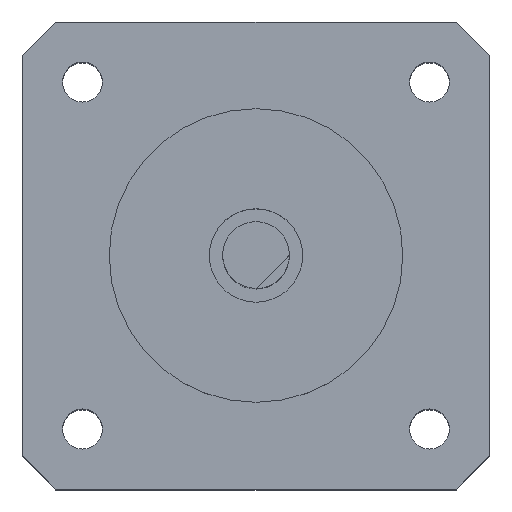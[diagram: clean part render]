
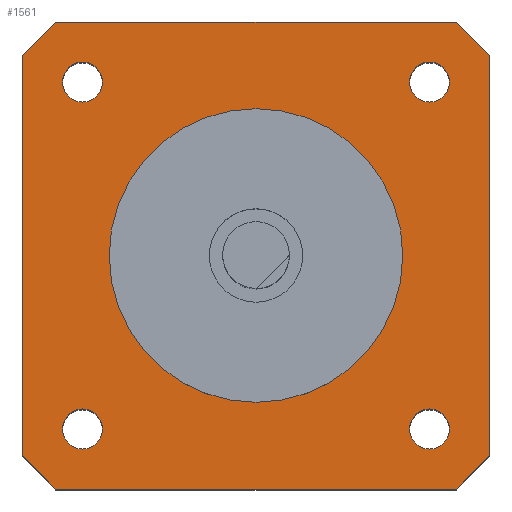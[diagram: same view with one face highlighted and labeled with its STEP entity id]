
A CAD part, top view. The second image highlights one B-rep face of the part: STEP entity #1561.
In plain terms, the highlighted face is planar.
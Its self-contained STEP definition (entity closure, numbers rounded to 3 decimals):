
#33=FACE_BOUND('',#217,.T.);
#34=FACE_BOUND('',#218,.T.);
#35=FACE_BOUND('',#219,.T.);
#36=FACE_BOUND('',#220,.T.);
#37=FACE_BOUND('',#221,.T.);
#64=PLANE('',#1694);
#135=FACE_OUTER_BOUND('',#216,.T.);
#216=EDGE_LOOP('',(#1079,#1080,#1081,#1082,#1083,#1084,#1085,#1086));
#217=EDGE_LOOP('',(#1087));
#218=EDGE_LOOP('',(#1088));
#219=EDGE_LOOP('',(#1089));
#220=EDGE_LOOP('',(#1090));
#221=EDGE_LOOP('',(#1091));
#328=LINE('',#2254,#504);
#329=LINE('',#2256,#505);
#330=LINE('',#2258,#506);
#331=LINE('',#2260,#507);
#332=LINE('',#2262,#508);
#333=LINE('',#2264,#509);
#334=LINE('',#2266,#510);
#335=LINE('',#2267,#511);
#504=VECTOR('',#1843,1000.);
#505=VECTOR('',#1844,1000.);
#506=VECTOR('',#1845,1000.);
#507=VECTOR('',#1846,1000.);
#508=VECTOR('',#1847,1000.);
#509=VECTOR('',#1848,1000.);
#510=VECTOR('',#1849,1000.);
#511=VECTOR('',#1850,1000.);
#674=CIRCLE('',#1677,11.);
#677=CIRCLE('',#1681,1.5);
#681=CIRCLE('',#1687,1.5);
#683=CIRCLE('',#1690,1.5);
#685=CIRCLE('',#1693,1.5);
#707=VERTEX_POINT('',#2216);
#710=VERTEX_POINT('',#2224);
#714=VERTEX_POINT('',#2236);
#716=VERTEX_POINT('',#2242);
#718=VERTEX_POINT('',#2248);
#719=VERTEX_POINT('',#2252);
#720=VERTEX_POINT('',#2253);
#721=VERTEX_POINT('',#2255);
#722=VERTEX_POINT('',#2257);
#723=VERTEX_POINT('',#2259);
#724=VERTEX_POINT('',#2261);
#725=VERTEX_POINT('',#2263);
#726=VERTEX_POINT('',#2265);
#846=EDGE_CURVE('',#707,#707,#674,.T.);
#851=EDGE_CURVE('',#710,#710,#677,.T.);
#857=EDGE_CURVE('',#714,#714,#681,.T.);
#860=EDGE_CURVE('',#716,#716,#683,.T.);
#863=EDGE_CURVE('',#718,#718,#685,.T.);
#864=EDGE_CURVE('',#719,#720,#328,.T.);
#865=EDGE_CURVE('',#721,#720,#329,.T.);
#866=EDGE_CURVE('',#722,#721,#330,.T.);
#867=EDGE_CURVE('',#723,#722,#331,.T.);
#868=EDGE_CURVE('',#723,#724,#332,.T.);
#869=EDGE_CURVE('',#724,#725,#333,.T.);
#870=EDGE_CURVE('',#726,#725,#334,.T.);
#871=EDGE_CURVE('',#726,#719,#335,.T.);
#1079=ORIENTED_EDGE('',*,*,#864,.T.);
#1080=ORIENTED_EDGE('',*,*,#865,.F.);
#1081=ORIENTED_EDGE('',*,*,#866,.F.);
#1082=ORIENTED_EDGE('',*,*,#867,.F.);
#1083=ORIENTED_EDGE('',*,*,#868,.T.);
#1084=ORIENTED_EDGE('',*,*,#869,.T.);
#1085=ORIENTED_EDGE('',*,*,#870,.F.);
#1086=ORIENTED_EDGE('',*,*,#871,.T.);
#1087=ORIENTED_EDGE('',*,*,#860,.T.);
#1088=ORIENTED_EDGE('',*,*,#857,.F.);
#1089=ORIENTED_EDGE('',*,*,#846,.F.);
#1090=ORIENTED_EDGE('',*,*,#851,.F.);
#1091=ORIENTED_EDGE('',*,*,#863,.T.);
#1561=ADVANCED_FACE('',(#135,#33,#34,#35,#36,#37),#64,.F.);
#1677=AXIS2_PLACEMENT_3D('',#2217,#1801,#1802);
#1681=AXIS2_PLACEMENT_3D('',#2226,#1811,#1812);
#1687=AXIS2_PLACEMENT_3D('',#2238,#1825,#1826);
#1690=AXIS2_PLACEMENT_3D('',#2244,#1832,#1833);
#1693=AXIS2_PLACEMENT_3D('',#2250,#1839,#1840);
#1694=AXIS2_PLACEMENT_3D('',#2251,#1841,#1842);
#1801=DIRECTION('center_axis',(0.,0.,-1.));
#1802=DIRECTION('ref_axis',(1.,0.,0.));
#1811=DIRECTION('center_axis',(0.,0.,-1.));
#1812=DIRECTION('ref_axis',(1.,0.,0.));
#1825=DIRECTION('center_axis',(0.,0.,-1.));
#1826=DIRECTION('ref_axis',(1.,0.,0.));
#1832=DIRECTION('center_axis',(0.,0.,1.));
#1833=DIRECTION('ref_axis',(1.,0.,0.));
#1839=DIRECTION('center_axis',(0.,0.,1.));
#1840=DIRECTION('ref_axis',(1.,0.,0.));
#1841=DIRECTION('center_axis',(0.,0.,1.));
#1842=DIRECTION('ref_axis',(1.,0.,0.));
#1843=DIRECTION('',(0.707,-0.707,0.));
#1844=DIRECTION('',(0.,1.,0.));
#1845=DIRECTION('',(0.707,0.707,0.));
#1846=DIRECTION('',(1.,0.,0.));
#1847=DIRECTION('',(-0.707,0.707,0.));
#1848=DIRECTION('',(0.,1.,0.));
#1849=DIRECTION('',(-0.707,-0.707,0.));
#1850=DIRECTION('',(1.,0.,0.));
#2216=CARTESIAN_POINT('',(-11.,0.,0.));
#2217=CARTESIAN_POINT('Origin',(0.,0.,0.));
#2224=CARTESIAN_POINT('',(14.5,13.,0.));
#2226=CARTESIAN_POINT('Origin',(13.,13.,0.));
#2236=CARTESIAN_POINT('',(-11.5,-13.,0.));
#2238=CARTESIAN_POINT('Origin',(-13.,-13.,0.));
#2242=CARTESIAN_POINT('',(-11.5,13.,0.));
#2244=CARTESIAN_POINT('Origin',(-13.,13.,0.));
#2248=CARTESIAN_POINT('',(14.5,-13.,0.));
#2250=CARTESIAN_POINT('Origin',(13.,-13.,0.));
#2251=CARTESIAN_POINT('Origin',(0.,0.,0.));
#2252=CARTESIAN_POINT('',(15.,17.5,0.));
#2253=CARTESIAN_POINT('',(17.5,15.,0.));
#2254=CARTESIAN_POINT('',(16.25,16.25,0.));
#2255=CARTESIAN_POINT('',(17.5,-15.,0.));
#2256=CARTESIAN_POINT('',(17.5,0.,0.));
#2257=CARTESIAN_POINT('',(15.,-17.5,0.));
#2258=CARTESIAN_POINT('',(16.25,-16.25,0.));
#2259=CARTESIAN_POINT('',(-15.,-17.5,0.));
#2260=CARTESIAN_POINT('',(0.,-17.5,0.));
#2261=CARTESIAN_POINT('',(-17.5,-15.,0.));
#2262=CARTESIAN_POINT('',(-16.25,-16.25,0.));
#2263=CARTESIAN_POINT('',(-17.5,15.,0.));
#2264=CARTESIAN_POINT('',(-17.5,0.,0.));
#2265=CARTESIAN_POINT('',(-15.,17.5,0.));
#2266=CARTESIAN_POINT('',(-16.25,16.25,0.));
#2267=CARTESIAN_POINT('',(0.,17.5,0.));
